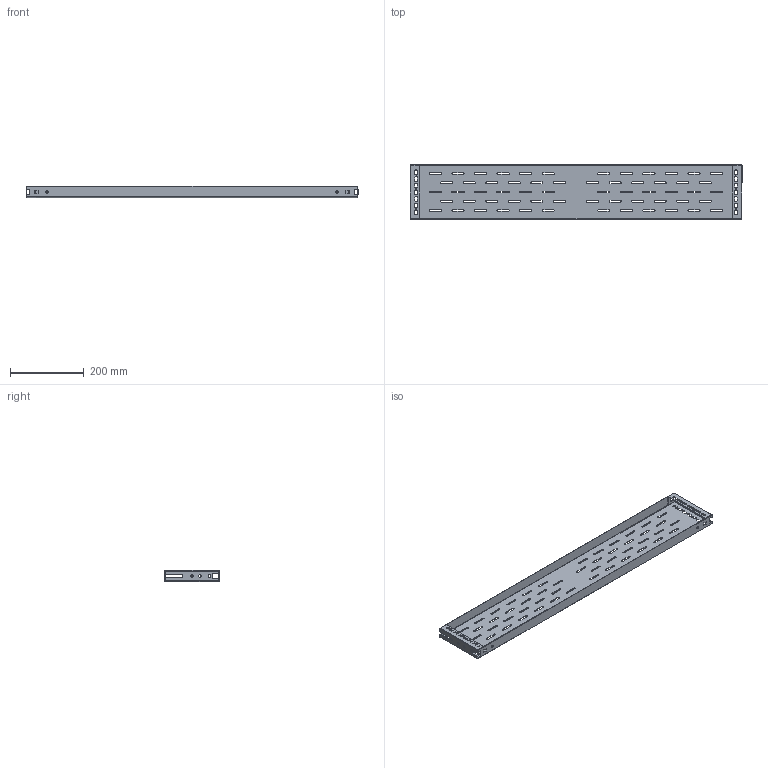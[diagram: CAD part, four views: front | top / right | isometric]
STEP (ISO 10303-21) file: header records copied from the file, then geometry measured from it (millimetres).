
FILE_DESCRIPTION (( 'STEP AP203' ), '1' );
FILE_NAME ('QB09C694.step', '2014-09-29T06:57:27', ( '' ), ( '' ), 'SwSTEP 2.0', 'SolidWorks 2014', '' );
FILE_SCHEMA (( 'CONFIG_CONTROL_DESIGN' ));
Length unit declared in the file: millimetre
Products named in the file (1): QB09C694
Bounding box: 899 x 146.5 x 30 mm (x, y, z)
Volume: 272880 mm3; surface area: 376541.9 mm2
Topology: 1 solids, 1 shells, 554 faces, 1596 edges, 1040 vertices
Faces by surface type: cylinder 276, plane 266, bspline 12
Entity records: 19171 total; most frequent: CARTESIAN_POINT 3793, ORIENTED_EDGE 3192, DIRECTION 3168, EDGE_CURVE 1596, AXIS2_PLACEMENT_3D 1071, VERTEX_POINT 1040, LINE 1026, VECTOR 1026
